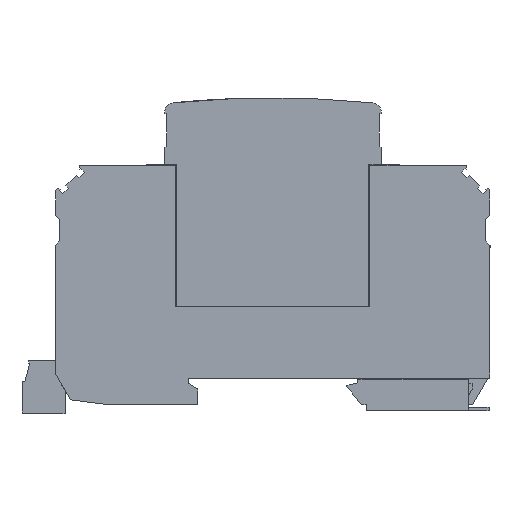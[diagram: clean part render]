
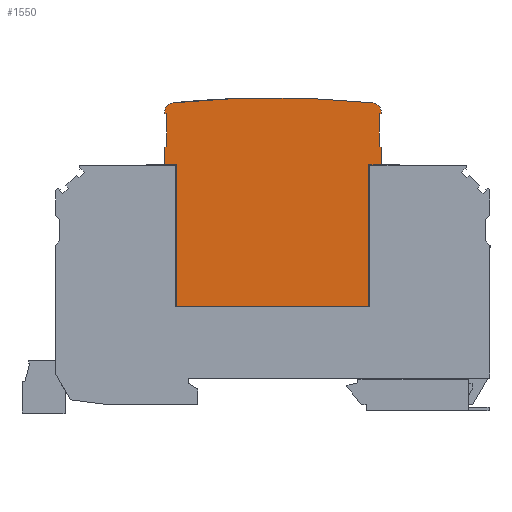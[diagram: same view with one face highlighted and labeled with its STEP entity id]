
A CAD part, left-side view. The second image highlights one B-rep face of the part: STEP entity #1550.
In plain terms, the highlighted face is planar.
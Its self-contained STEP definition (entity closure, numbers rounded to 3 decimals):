
#10=CARTESIAN_POINT('',(0.,45.69,
3.7));
#20=DIRECTION('',(0.,0.,1.));
#30=DIRECTION('',(1.,0.,0.));
#40=AXIS2_PLACEMENT_3D('',#10,#20,#30);
#50=PLANE('',#40);
#60=CARTESIAN_POINT('',(-13.285,84.715,
3.7));
#70=DIRECTION('',(1.,0.,0.));
#80=VECTOR('',#70,1.);
#90=LINE('',#60,#80);
#100=CARTESIAN_POINT('',(-22.4,84.715,
3.7));
#110=VERTEX_POINT('',#100);
#120=CARTESIAN_POINT('',(-22.,84.715,
3.7));
#130=VERTEX_POINT('',#120);
#140=EDGE_CURVE('',#110,#130,#90,.T.);
#150=ORIENTED_EDGE('',*,*,#140,.T.);
#160=CARTESIAN_POINT('',(-22.4,48.972,
3.7));
#170=DIRECTION('',(0.,1.,0.));
#180=VECTOR('',#170,1.);
#190=LINE('',#160,#180);
#200=CARTESIAN_POINT('',(-22.4,84.961,
3.7));
#210=VERTEX_POINT('',#200);
#220=EDGE_CURVE('',#110,#210,#190,.T.);
#230=ORIENTED_EDGE('',*,*,#220,.F.);
#240=CARTESIAN_POINT('',(-20.4,84.961,
3.7));
#250=DIRECTION('',(0.,0.,1.));
#260=DIRECTION('',(1.,0.,0.));
#270=AXIS2_PLACEMENT_3D('',#240,#250,#260);
#280=CIRCLE('',#270,2.);
#290=CARTESIAN_POINT('',(-20.606,86.95,
3.7));
#300=VERTEX_POINT('',#290);
#310=EDGE_CURVE('',#300,#210,#280,.T.);
#320=ORIENTED_EDGE('',*,*,#310,.T.);
#330=CARTESIAN_POINT('',(0.,-111.985,
3.7));
#340=DIRECTION('',(0.,0.,-1.));
#350=DIRECTION('',(-1.,0.,0.));
#360=AXIS2_PLACEMENT_3D('',#330,#340,#350);
#370=CIRCLE('',#360,200.);
#380=CARTESIAN_POINT('',(20.606,86.95,
3.7));
#390=VERTEX_POINT('',#380);
#400=EDGE_CURVE('',#300,#390,#370,.T.);
#410=ORIENTED_EDGE('',*,*,#400,.F.);
#420=CARTESIAN_POINT('',(20.4,84.961,
3.7));
#430=DIRECTION('',(0.,0.,-1.));
#440=DIRECTION('',(-1.,0.,0.));
#450=AXIS2_PLACEMENT_3D('',#420,#430,#440);
#460=CIRCLE('',#450,2.);
#470=CARTESIAN_POINT('',(22.4,84.961,
3.7));
#480=VERTEX_POINT('',#470);
#490=EDGE_CURVE('',#390,#480,#460,.T.);
#500=ORIENTED_EDGE('',*,*,#490,.F.);
#510=CARTESIAN_POINT('',(22.4,48.972,
3.7));
#520=DIRECTION('',(0.,-1.,0.));
#530=VECTOR('',#520,1.);
#540=LINE('',#510,#530);
#550=CARTESIAN_POINT('',(22.4,84.715,
3.7));
#560=VERTEX_POINT('',#550);
#570=EDGE_CURVE('',#480,#560,#540,.T.);
#580=ORIENTED_EDGE('',*,*,#570,.F.);
#590=CARTESIAN_POINT('',(-13.285,84.715,
3.7));
#600=DIRECTION('',(-1.,0.,0.));
#610=VECTOR('',#600,1.);
#620=LINE('',#590,#610);
#630=CARTESIAN_POINT('',(22.,84.715,
3.7));
#640=VERTEX_POINT('',#630);
#650=EDGE_CURVE('',#560,#640,#620,.T.);
#660=ORIENTED_EDGE('',*,*,#650,.F.);
#670=CARTESIAN_POINT('',(22.,48.972,
3.7));
#680=DIRECTION('',(0.,1.,0.));
#690=VECTOR('',#680,1.);
#700=LINE('',#670,#690);
#710=CARTESIAN_POINT('',(22.,77.946,
3.7));
#720=VERTEX_POINT('',#710);
#730=EDGE_CURVE('',#720,#640,#700,.T.);
#740=ORIENTED_EDGE('',*,*,#730,.T.);
#750=CARTESIAN_POINT('',(-13.285,98.317,
3.7));
#760=DIRECTION('',(-0.866,0.5,
0.));
#770=VECTOR('',#760,1.);
#780=LINE('',#750,#770);
#790=CARTESIAN_POINT('',(22.4,77.715,
3.7));
#800=VERTEX_POINT('',#790);
#810=EDGE_CURVE('',#800,#720,#780,.T.);
#820=ORIENTED_EDGE('',*,*,#810,.T.);
#830=CARTESIAN_POINT('',(22.4,48.972,
3.7));
#840=DIRECTION('',(0.,-1.,0.));
#850=VECTOR('',#840,1.);
#860=LINE('',#830,#850);
#870=CARTESIAN_POINT('',(22.4,74.115,
3.7));
#880=VERTEX_POINT('',#870);
#890=EDGE_CURVE('',#800,#880,#860,.T.);
#900=ORIENTED_EDGE('',*,*,#890,.F.);
#910=CARTESIAN_POINT('',(0.,74.115,
3.7));
#920=DIRECTION('',(-1.,0.,0.));
#930=VECTOR('',#920,1.);
#940=LINE('',#910,#930);
#950=CARTESIAN_POINT('',(19.85,74.115,
3.7));
#960=VERTEX_POINT('',#950);
#970=EDGE_CURVE('',#880,#960,#940,.T.);
#980=ORIENTED_EDGE('',*,*,#970,.F.);
#990=CARTESIAN_POINT('',(19.85,45.69,
3.7));
#1000=DIRECTION('',(0.,-1.,0.));
#1010=VECTOR('',#1000,1.);
#1020=LINE('',#990,#1010);
#1030=CARTESIAN_POINT('',(19.85,44.715,
3.7));
#1040=VERTEX_POINT('',#1030);
#1050=EDGE_CURVE('',#960,#1040,#1020,.T.);
#1060=ORIENTED_EDGE('',*,*,#1050,.F.);
#1070=CARTESIAN_POINT('',(0.,44.715,
3.7));
#1080=DIRECTION('',(1.,0.,0.));
#1090=VECTOR('',#1080,1.);
#1100=LINE('',#1070,#1090);
#1110=CARTESIAN_POINT('',(-19.85,44.715,
3.7));
#1120=VERTEX_POINT('',#1110);
#1130=EDGE_CURVE('',#1120,#1040,#1100,.T.);
#1140=ORIENTED_EDGE('',*,*,#1130,.T.);
#1150=CARTESIAN_POINT('',(-19.85,45.69,
3.7));
#1160=DIRECTION('',(0.,-1.,0.));
#1170=VECTOR('',#1160,1.);
#1180=LINE('',#1150,#1170);
#1190=CARTESIAN_POINT('',(-19.85,74.115,
3.7));
#1200=VERTEX_POINT('',#1190);
#1210=EDGE_CURVE('',#1200,#1120,#1180,.T.);
#1220=ORIENTED_EDGE('',*,*,#1210,.T.);
#1230=CARTESIAN_POINT('',(0.,74.115,
3.7));
#1240=DIRECTION('',(1.,0.,0.));
#1250=VECTOR('',#1240,1.);
#1260=LINE('',#1230,#1250);
#1270=CARTESIAN_POINT('',(-22.4,74.115,
3.7));
#1280=VERTEX_POINT('',#1270);
#1290=EDGE_CURVE('',#1280,#1200,#1260,.T.);
#1300=ORIENTED_EDGE('',*,*,#1290,.T.);
#1310=CARTESIAN_POINT('',(-22.4,48.972,
3.7));
#1320=DIRECTION('',(0.,-1.,0.));
#1330=VECTOR('',#1320,1.);
#1340=LINE('',#1310,#1330);
#1350=CARTESIAN_POINT('',(-22.4,77.715,
3.7));
#1360=VERTEX_POINT('',#1350);
#1370=EDGE_CURVE('',#1360,#1280,#1340,.T.);
#1380=ORIENTED_EDGE('',*,*,#1370,.T.);
#1390=CARTESIAN_POINT('',(-13.285,82.977,
3.7));
#1400=DIRECTION('',(-0.866,-0.5,
0.));
#1410=VECTOR('',#1400,1.);
#1420=LINE('',#1390,#1410);
#1430=CARTESIAN_POINT('',(-22.,77.946,
3.7));
#1440=VERTEX_POINT('',#1430);
#1450=EDGE_CURVE('',#1440,#1360,#1420,.T.);
#1460=ORIENTED_EDGE('',*,*,#1450,.T.);
#1470=CARTESIAN_POINT('',(-22.,45.69,
3.7));
#1480=DIRECTION('',(0.,1.,0.));
#1490=VECTOR('',#1480,1.);
#1500=LINE('',#1470,#1490);
#1510=EDGE_CURVE('',#1440,#130,#1500,.T.);
#1520=ORIENTED_EDGE('',*,*,#1510,.F.);
#1530=EDGE_LOOP('',(#1520,#1460,#1380,#1300,#1220,#1140,#1060,#980,#900,
#820,#740,#660,#580,#500,#410,#320,#230,#150));
#1540=FACE_OUTER_BOUND('',#1530,.T.);
#1550=ADVANCED_FACE('',(#1540),#50,.T.);
